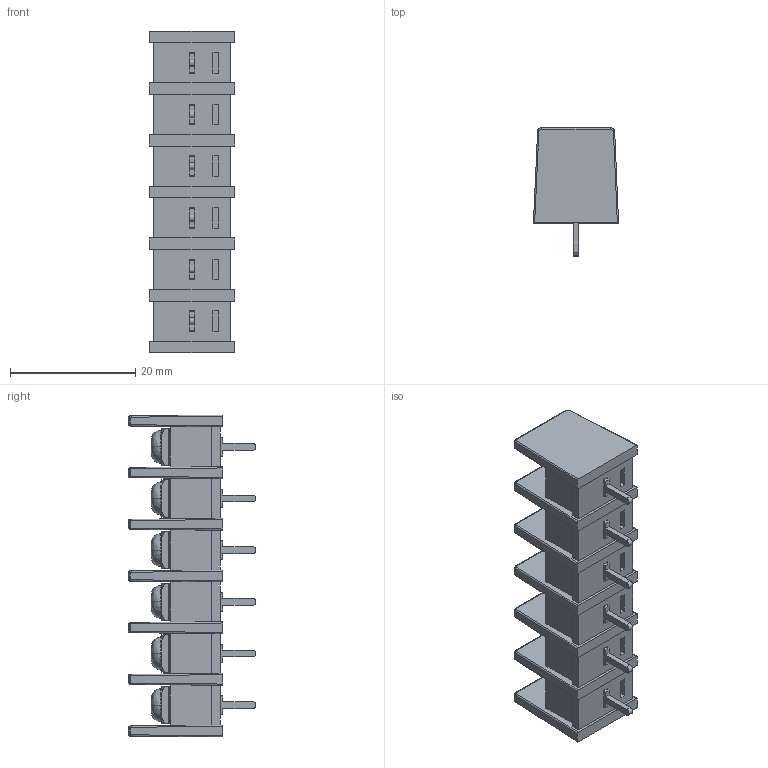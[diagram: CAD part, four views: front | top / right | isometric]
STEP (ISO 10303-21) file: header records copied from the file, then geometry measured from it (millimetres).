
FILE_DESCRIPTION((''),'2;1');
FILE_NAME('PRT0204','2020-05-22T',('Administrator'),(''),'PRO/ENGINEER BY PARAMETRIC TECHNOLOGY CORPORATION, 2010280','PRO/ENGINEER BY PARAMETRIC TECHNOLOGY CORPORATION, 2010280','');
FILE_SCHEMA(('CONFIG_CONTROL_DESIGN','SHAPE_APPEARANCE_LAYERS_GROUPS'));
Products named in the file (1): PRT0204
Bounding box: 13.6 x 20.4 x 51.4 mm (x, y, z)
Volume: 6108.3 mm3; surface area: 6318.2 mm2
Topology: 1 solids, 13 shells, 1674 faces, 4440 edges, 2810 vertices
Faces by surface type: plane 1176, cylinder 304, bspline 118, torus 52, extrusion 24
Entity records: 59072 total; most frequent: CARTESIAN_POINT 19402, ORIENTED_EDGE 8832, DIRECTION 7082, EDGE_CURVE 4416, VECTOR 3016, LINE 2992, VERTEX_POINT 2810, AXIS2_PLACEMENT_3D 2033
